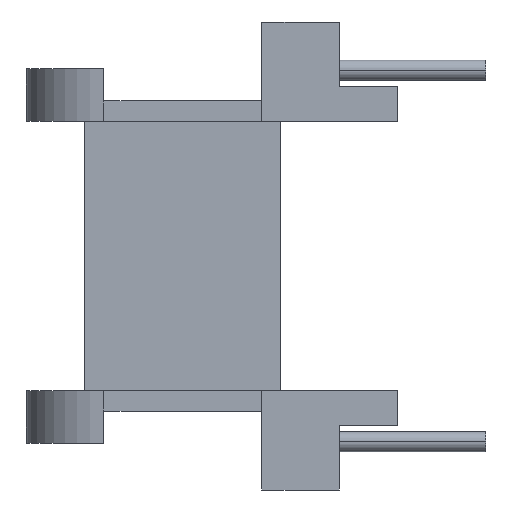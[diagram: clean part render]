
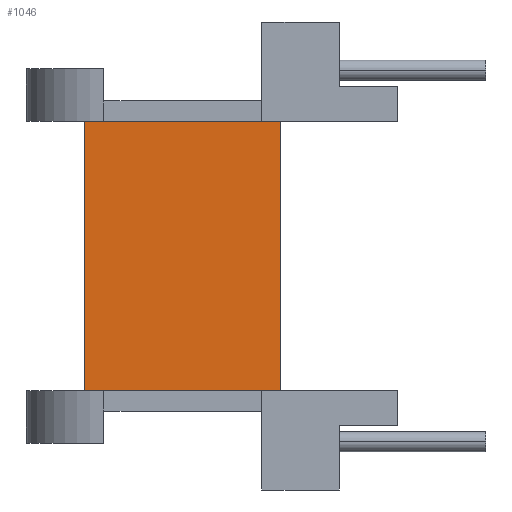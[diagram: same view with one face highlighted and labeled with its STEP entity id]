
A CAD part, left-side view. The second image highlights one B-rep face of the part: STEP entity #1046.
In plain terms, the highlighted planar face has unit normal (-1, 0, 0).
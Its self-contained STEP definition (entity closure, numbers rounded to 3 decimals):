
#9 = CARTESIAN_POINT ( 'NONE',  ( -3.2, -3.35, 4.6 ) ) ;
#38 = LINE ( 'NONE', #1560, #519 ) ;
#137 = VECTOR ( 'NONE', #1672, 1000. ) ;
#388 = DIRECTION ( 'NONE',  ( 0., -1., 0. ) ) ;
#519 = VECTOR ( 'NONE', #2189, 1000. ) ;
#628 = CARTESIAN_POINT ( 'NONE',  ( -3.2, -3.35, 4.6 ) ) ;
#652 = ORIENTED_EDGE ( 'NONE', *, *, #871, .T. ) ;
#730 = VERTEX_POINT ( 'NONE', #3706 ) ;
#773 = AXIS2_PLACEMENT_3D ( 'NONE', #1459, #3973, #2091 ) ;
#794 = VERTEX_POINT ( 'NONE', #9 ) ;
#811 = ORIENTED_EDGE ( 'NONE', *, *, #3252, .F. ) ;
#871 = EDGE_CURVE ( 'NONE', #1500, #2226, #38, .T. ) ;
#1046 = ADVANCED_FACE ( 'NONE', ( #2106 ), #1736, .F. ) ;
#1257 = DIRECTION ( 'NONE',  ( 0., -1., 0. ) ) ;
#1459 = CARTESIAN_POINT ( 'NONE',  ( -3.2, -3.35, 4.6 ) ) ;
#1500 = VERTEX_POINT ( 'NONE', #1642 ) ;
#1560 = CARTESIAN_POINT ( 'NONE',  ( -3.2, 3.35, 4.6 ) ) ;
#1595 = EDGE_CURVE ( 'NONE', #1500, #794, #3282, .T. ) ;
#1627 = VECTOR ( 'NONE', #388, 1000. ) ;
#1642 = CARTESIAN_POINT ( 'NONE',  ( -3.2, 3.35, 4.6 ) ) ;
#1672 = DIRECTION ( 'NONE',  ( 0., 0., -1. ) ) ;
#1736 = PLANE ( 'NONE',  #773 ) ;
#1948 = CARTESIAN_POINT ( 'NONE',  ( -3.2, -3.35, 4.6 ) ) ;
#1965 = CARTESIAN_POINT ( 'NONE',  ( -3.2, -3.35, -4.6 ) ) ;
#1994 = CARTESIAN_POINT ( 'NONE',  ( -3.2, 3.35, -4.6 ) ) ;
#2038 = ORIENTED_EDGE ( 'NONE', *, *, #3279, .T. ) ;
#2091 = DIRECTION ( 'NONE',  ( 0., 0., -1. ) ) ;
#2106 = FACE_OUTER_BOUND ( 'NONE', #2741, .T. ) ;
#2189 = DIRECTION ( 'NONE',  ( 0., 0., -1. ) ) ;
#2226 = VERTEX_POINT ( 'NONE', #1994 ) ;
#2452 = LINE ( 'NONE', #1965, #1627 ) ;
#2741 = EDGE_LOOP ( 'NONE', ( #652, #2038, #811, #3881 ) ) ;
#3183 = VECTOR ( 'NONE', #1257, 1000. ) ;
#3252 = EDGE_CURVE ( 'NONE', #794, #730, #3831, .T. ) ;
#3279 = EDGE_CURVE ( 'NONE', #2226, #730, #2452, .T. ) ;
#3282 = LINE ( 'NONE', #628, #3183 ) ;
#3706 = CARTESIAN_POINT ( 'NONE',  ( -3.2, -3.35, -4.6 ) ) ;
#3831 = LINE ( 'NONE', #1948, #137 ) ;
#3881 = ORIENTED_EDGE ( 'NONE', *, *, #1595, .F. ) ;
#3973 = DIRECTION ( 'NONE',  ( 1., 0., 0. ) ) ;
